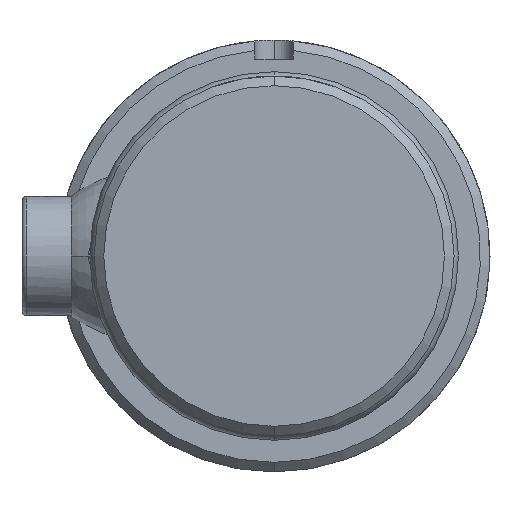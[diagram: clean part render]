
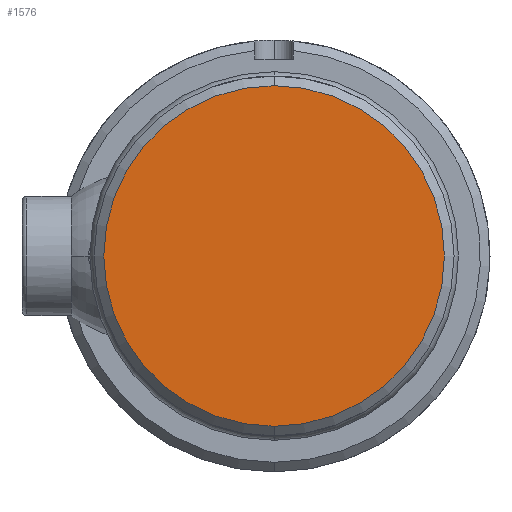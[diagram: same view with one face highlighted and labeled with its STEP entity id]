
A CAD part, left-side view. The second image highlights one B-rep face of the part: STEP entity #1576.
In plain terms, the highlighted planar face has unit normal (-1, 0, 0).
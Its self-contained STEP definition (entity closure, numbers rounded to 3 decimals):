
#14 = VERTEX_POINT ( 'NONE', #580 ) ;
#16 = CARTESIAN_POINT ( 'NONE',  ( 0., 0., 35.5 ) ) ;
#253 = CARTESIAN_POINT ( 'NONE',  ( 0., 0., 0. ) ) ;
#274 = ORIENTED_EDGE ( 'NONE', *, *, #446, .T. ) ;
#399 = CIRCLE ( 'NONE', #1695, 35.5 ) ;
#446 = EDGE_CURVE ( 'NONE', #14, #714, #399, .T. ) ;
#453 = DIRECTION ( 'NONE',  ( 0., 0., -1. ) ) ;
#580 = CARTESIAN_POINT ( 'NONE',  ( 0., 0., -35.5 ) ) ;
#714 = VERTEX_POINT ( 'NONE', #16 ) ;
#727 = EDGE_LOOP ( 'NONE', ( #274, #1899 ) ) ;
#736 = DIRECTION ( 'NONE',  ( -1., 0., 0. ) ) ;
#763 = DIRECTION ( 'NONE',  ( 0., 0., -1. ) ) ;
#1223 = AXIS2_PLACEMENT_3D ( 'NONE', #2189, #1993, #763 ) ;
#1576 = ADVANCED_FACE ( 'NONE', ( #1626 ), #1989, .F. ) ;
#1626 = FACE_OUTER_BOUND ( 'NONE', #727, .T. ) ;
#1679 = DIRECTION ( 'NONE',  ( -1., 0., 0. ) ) ;
#1695 = AXIS2_PLACEMENT_3D ( 'NONE', #1962, #736, #2173 ) ;
#1899 = ORIENTED_EDGE ( 'NONE', *, *, #2087, .T. ) ;
#1962 = CARTESIAN_POINT ( 'NONE',  ( 0., 0., 0. ) ) ;
#1989 = PLANE ( 'NONE',  #1223 ) ;
#1993 = DIRECTION ( 'NONE',  ( 1., 0., 0. ) ) ;
#2087 = EDGE_CURVE ( 'NONE', #714, #14, #2199, .T. ) ;
#2120 = AXIS2_PLACEMENT_3D ( 'NONE', #253, #1679, #453 ) ;
#2173 = DIRECTION ( 'NONE',  ( 0., 0., -1. ) ) ;
#2189 = CARTESIAN_POINT ( 'NONE',  ( 0., 0., 0. ) ) ;
#2199 = CIRCLE ( 'NONE', #2120, 35.5 ) ;
